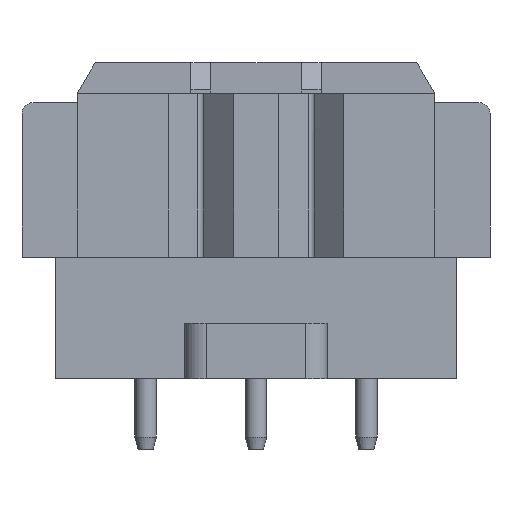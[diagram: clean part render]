
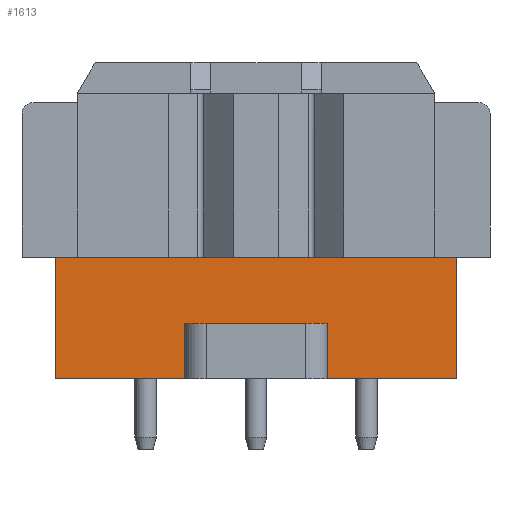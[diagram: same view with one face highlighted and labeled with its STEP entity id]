
A CAD part, left-side view. The second image highlights one B-rep face of the part: STEP entity #1613.
In plain terms, the highlighted planar face has unit normal (-1, 0, 0).
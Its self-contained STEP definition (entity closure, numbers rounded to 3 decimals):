
#1568=AXIS2_PLACEMENT_3D('Plane Axis2P3D',#1565,#1566,#1567) ;
#652=CARTESIAN_POINT('Vertex',(4.95,19.7,8.7)) ;
#655=CARTESIAN_POINT('Line Origine',(4.95,10.6,8.7)) ;
#659=CARTESIAN_POINT('Vertex',(4.95,1.5,8.7)) ;
#1364=CARTESIAN_POINT('Line Origine',(4.95,1.5,5.95)) ;
#1368=CARTESIAN_POINT('Vertex',(4.95,1.5,3.2)) ;
#1481=CARTESIAN_POINT('Vertex',(4.95,19.7,3.2)) ;
#1484=CARTESIAN_POINT('Line Origine',(4.95,19.7,5.95)) ;
#1565=CARTESIAN_POINT('Axis2P3D Location',(4.95,19.7,0.)) ;
#1570=CARTESIAN_POINT('Line Origine',(4.95,4.425,3.2)) ;
#1574=CARTESIAN_POINT('Vertex',(4.95,7.35,3.2)) ;
#1577=CARTESIAN_POINT('Line Origine',(4.95,16.775,3.2)) ;
#1581=CARTESIAN_POINT('Vertex',(4.95,13.85,3.2)) ;
#1584=CARTESIAN_POINT('Line Origine',(4.95,13.85,4.45)) ;
#1588=CARTESIAN_POINT('Vertex',(4.95,13.85,5.7)) ;
#1591=CARTESIAN_POINT('Line Origine',(4.95,10.6,5.7)) ;
#1595=CARTESIAN_POINT('Vertex',(4.95,7.35,5.7)) ;
#1598=CARTESIAN_POINT('Line Origine',(4.95,7.35,4.45)) ;
#656=DIRECTION('Vector Direction',(0.,-1.,0.)) ;
#1365=DIRECTION('Vector Direction',(0.,0.,1.)) ;
#1485=DIRECTION('Vector Direction',(0.,0.,1.)) ;
#1566=DIRECTION('Axis2P3D Direction',(-1.,0.,0.)) ;
#1567=DIRECTION('Axis2P3D XDirection',(0.,-1.,0.)) ;
#1571=DIRECTION('Vector Direction',(0.,-1.,0.)) ;
#1578=DIRECTION('Vector Direction',(0.,-1.,0.)) ;
#1585=DIRECTION('Vector Direction',(0.,0.,1.)) ;
#1592=DIRECTION('Vector Direction',(0.,-1.,0.)) ;
#1599=DIRECTION('Vector Direction',(0.,0.,1.)) ;
#657=VECTOR('Line Direction',#656,1.) ;
#1366=VECTOR('Line Direction',#1365,1.) ;
#1486=VECTOR('Line Direction',#1485,1.) ;
#1572=VECTOR('Line Direction',#1571,1.) ;
#1579=VECTOR('Line Direction',#1578,1.) ;
#1586=VECTOR('Line Direction',#1585,1.) ;
#1593=VECTOR('Line Direction',#1592,1.) ;
#1600=VECTOR('Line Direction',#1599,1.) ;
#1604=ORIENTED_EDGE('',*,*,#1576,.T.) ;
#1605=ORIENTED_EDGE('',*,*,#1370,.T.) ;
#1606=ORIENTED_EDGE('',*,*,#661,.F.) ;
#1607=ORIENTED_EDGE('',*,*,#1488,.F.) ;
#1608=ORIENTED_EDGE('',*,*,#1583,.T.) ;
#1609=ORIENTED_EDGE('',*,*,#1590,.T.) ;
#1610=ORIENTED_EDGE('',*,*,#1597,.F.) ;
#1611=ORIENTED_EDGE('',*,*,#1602,.F.) ;
#1613=ADVANCED_FACE('Hauptkoerper',(#1612),#1569,.T.) ;
#661=EDGE_CURVE('',#653,#660,#658,.T.) ;
#1370=EDGE_CURVE('',#1369,#660,#1367,.T.) ;
#1488=EDGE_CURVE('',#1482,#653,#1487,.T.) ;
#1576=EDGE_CURVE('',#1575,#1369,#1573,.T.) ;
#1583=EDGE_CURVE('',#1482,#1582,#1580,.T.) ;
#1590=EDGE_CURVE('',#1582,#1589,#1587,.T.) ;
#1597=EDGE_CURVE('',#1596,#1589,#1594,.F.) ;
#1602=EDGE_CURVE('',#1575,#1596,#1601,.T.) ;
#1603=EDGE_LOOP('',(#1604,#1605,#1606,#1607,#1608,#1609,#1610,#1611)) ;
#1612=FACE_OUTER_BOUND('',#1603,.T.) ;
#658=LINE('Line',#655,#657) ;
#1367=LINE('Line',#1364,#1366) ;
#1487=LINE('Line',#1484,#1486) ;
#1573=LINE('Line',#1570,#1572) ;
#1580=LINE('Line',#1577,#1579) ;
#1587=LINE('Line',#1584,#1586) ;
#1594=LINE('Line',#1591,#1593) ;
#1601=LINE('Line',#1598,#1600) ;
#1569=PLANE('',#1568) ;
#653=VERTEX_POINT('',#652) ;
#660=VERTEX_POINT('',#659) ;
#1369=VERTEX_POINT('',#1368) ;
#1482=VERTEX_POINT('',#1481) ;
#1575=VERTEX_POINT('',#1574) ;
#1582=VERTEX_POINT('',#1581) ;
#1589=VERTEX_POINT('',#1588) ;
#1596=VERTEX_POINT('',#1595) ;
